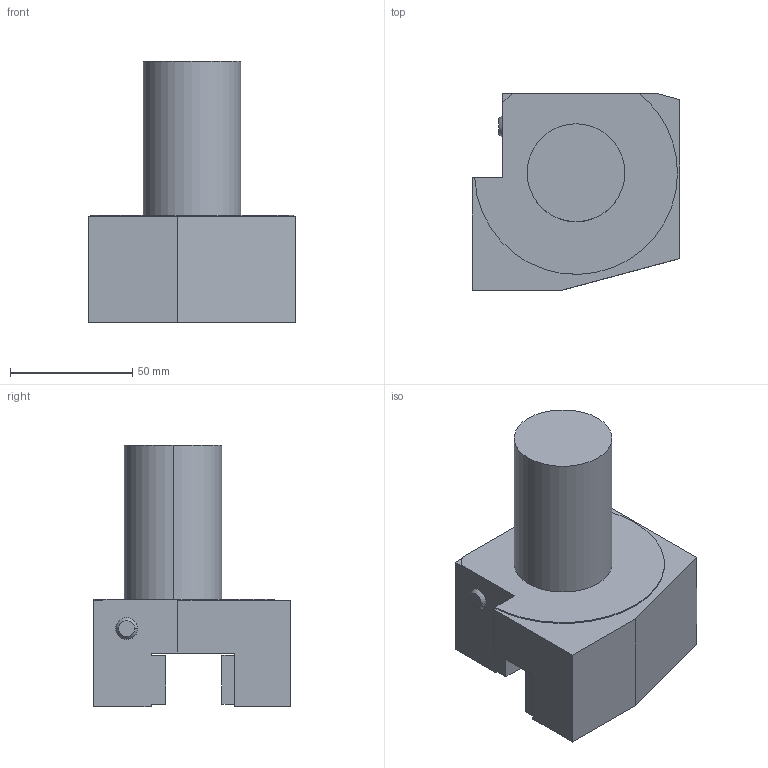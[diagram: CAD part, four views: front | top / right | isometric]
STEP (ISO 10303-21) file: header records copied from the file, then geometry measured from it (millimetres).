
FILE_DESCRIPTION(/* description */ (''),/* implementation_level */ '2;1');
FILE_NAME(/* name */ 'VDI.40-B1.25.44.stp',/* time_stamp */ '2024-10-02T09:07:40+02:00',/* author */ (''),/* organization */ (''),/* preprocessor_version */ 'ST-DEVELOPER v16.7',/* originating_system */ 'SIEMENS PLM Software NX 12.0',/* authorisation */ '');
FILE_SCHEMA (('AUTOMOTIVE_DESIGN { 1 0 10303 214 3 1 1 1 }'));
Length unit declared in the file: millimetre
Products named in the file (1): pf66111C9EA7pvjq
Bounding box: 85 x 80.5 x 107 mm (x, y, z)
Volume: 302876.2 mm3; surface area: 37894.5 mm2
Topology: 1 solids, 1 shells, 34 faces, 87 edges, 58 vertices
Faces by surface type: plane 27, cylinder 5, sphere 2
Entity records: 1090 total; most frequent: CARTESIAN_POINT 183, DIRECTION 179, ORIENTED_EDGE 174, EDGE_CURVE 87, LINE 71, VECTOR 71, VERTEX_POINT 58, AXIS2_PLACEMENT_3D 54
